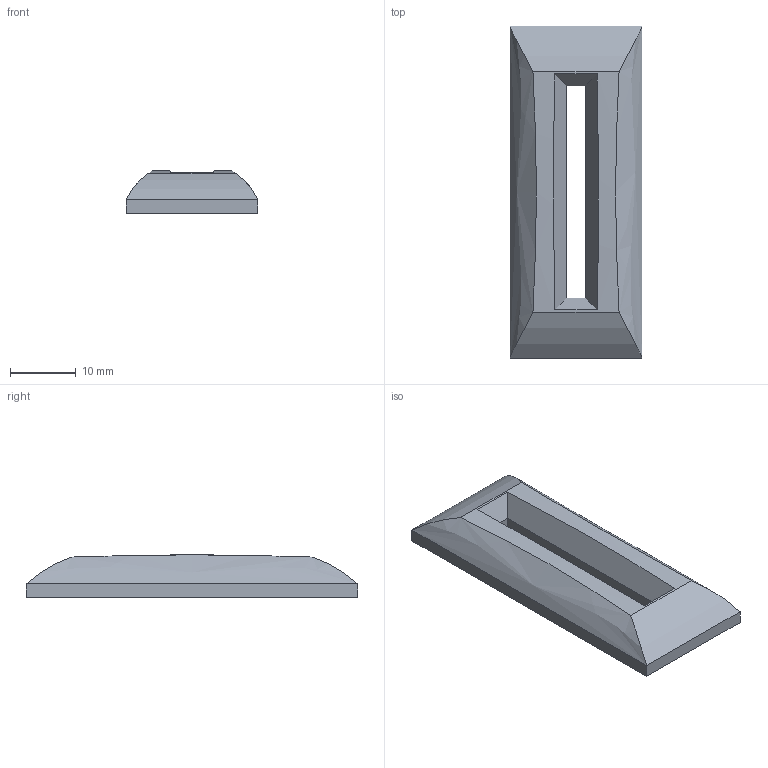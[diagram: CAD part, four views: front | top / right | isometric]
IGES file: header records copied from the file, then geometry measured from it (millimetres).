
Global section: file name: 015; native system: Autodesk Inventor 2024; preprocessor: unknown; author: S.Jimbo; organization: OCT Co.,Ltd.; date: 20250430.144954; units: millimetre
Bounding box: 20 x 50.3 x 6.4 mm (x, y, z)
Volume: 4383.4 mm3; surface area: 2741.2 mm2
Topology: 1 solids, 1 shells, 22 faces, 48 edges, 30 vertices
Faces by surface type: bspline 22
